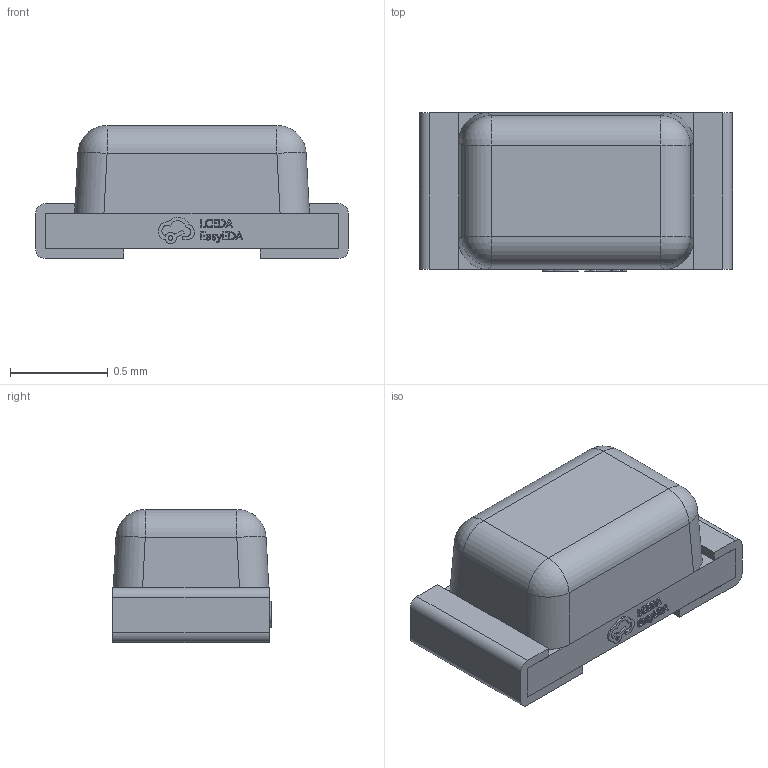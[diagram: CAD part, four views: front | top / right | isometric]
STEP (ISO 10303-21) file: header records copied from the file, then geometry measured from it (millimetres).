
FILE_DESCRIPTION (( 'STEP AP214' ), '1' );
FILE_NAME ('LED-SMD_L1.6-W0.8-RD-WHITE-2.step', '2022-07-08T12:27:42', ( '' ), ( '' ), 'SwSTEP 2.0', 'SolidWorks 2020', '' );
FILE_SCHEMA (( 'AUTOMOTIVE_DESIGN' ));
Length unit declared in the file: millimetre
Products named in the file (1): LED-SMD_L1.6-W0.8-RD-WHITE-2
Bounding box: 1.6 x 0.81 x 0.68 mm (x, y, z)
Volume: 0.7 mm3; surface area: 7.5 mm2
Topology: 3 solids, 3 shells, 340 faces, 905 edges, 598 vertices
Faces by surface type: plane 212, bspline 112, cylinder 12, sphere 4
Entity records: 14818 total; most frequent: CARTESIAN_POINT 3960, ORIENTED_EDGE 1810, DIRECTION 1151, EDGE_CURVE 905, VECTOR 653, LINE 653, VERTEX_POINT 598, EDGE_LOOP 367
